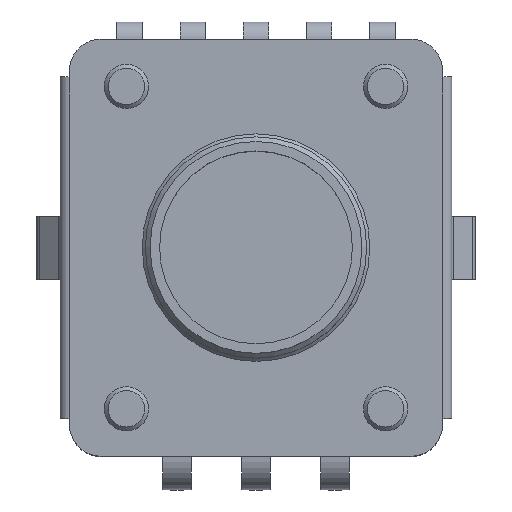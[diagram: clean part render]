
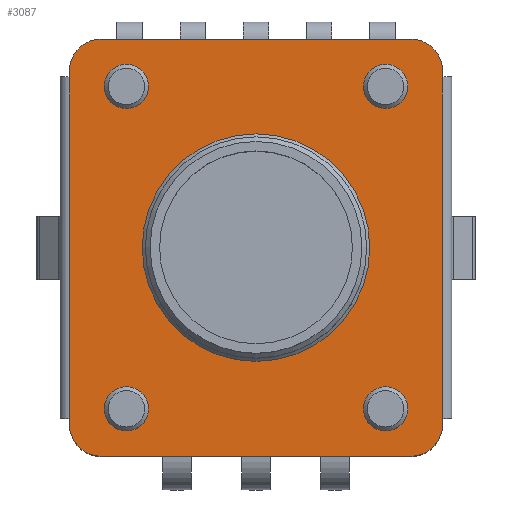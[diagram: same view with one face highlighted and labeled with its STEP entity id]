
A CAD part, top view. The second image highlights one B-rep face of the part: STEP entity #3087.
In plain terms, the highlighted planar face has unit normal (0, 0, 1).
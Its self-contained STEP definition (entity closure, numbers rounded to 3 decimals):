
#59=FACE_BOUND('',#398,.T.);
#60=FACE_BOUND('',#399,.T.);
#61=FACE_BOUND('',#400,.T.);
#62=FACE_BOUND('',#401,.T.);
#63=FACE_BOUND('',#402,.T.);
#80=PLANE('',#3336);
#216=FACE_OUTER_BOUND('',#397,.T.);
#397=EDGE_LOOP('',(#2175,#2176,#2177,#2178,#2179,#2180,#2181,#2182,#2183,
#2184,#2185,#2186));
#398=EDGE_LOOP('',(#2187));
#399=EDGE_LOOP('',(#2188));
#400=EDGE_LOOP('',(#2189));
#401=EDGE_LOOP('',(#2190));
#402=EDGE_LOOP('',(#2191));
#607=LINE('',#4606,#962);
#608=LINE('',#4610,#963);
#609=LINE('',#4612,#964);
#610=LINE('',#4614,#965);
#611=LINE('',#4618,#966);
#612=LINE('',#4622,#967);
#613=LINE('',#4624,#968);
#614=LINE('',#4625,#969);
#962=VECTOR('',#3669,10.);
#963=VECTOR('',#3672,10.);
#964=VECTOR('',#3673,10.);
#965=VECTOR('',#3674,10.);
#966=VECTOR('',#3677,10.);
#967=VECTOR('',#3680,10.);
#968=VECTOR('',#3681,10.);
#969=VECTOR('',#3682,10.);
#1296=CIRCLE('',#3320,0.7);
#1298=CIRCLE('',#3323,0.7);
#1300=CIRCLE('',#3326,0.7);
#1302=CIRCLE('',#3329,0.7);
#1303=CIRCLE('',#3332,3.6);
#1306=CIRCLE('',#3337,1.);
#1307=CIRCLE('',#3338,1.);
#1308=CIRCLE('',#3339,1.);
#1309=CIRCLE('',#3340,1.);
#1391=VERTEX_POINT('',#4537);
#1393=VERTEX_POINT('',#4543);
#1395=VERTEX_POINT('',#4549);
#1397=VERTEX_POINT('',#4555);
#1414=VERTEX_POINT('',#4592);
#1417=VERTEX_POINT('',#4602);
#1418=VERTEX_POINT('',#4603);
#1419=VERTEX_POINT('',#4605);
#1420=VERTEX_POINT('',#4607);
#1421=VERTEX_POINT('',#4609);
#1422=VERTEX_POINT('',#4611);
#1423=VERTEX_POINT('',#4613);
#1424=VERTEX_POINT('',#4615);
#1425=VERTEX_POINT('',#4617);
#1426=VERTEX_POINT('',#4619);
#1427=VERTEX_POINT('',#4621);
#1428=VERTEX_POINT('',#4623);
#1687=EDGE_CURVE('',#1391,#1391,#1296,.T.);
#1690=EDGE_CURVE('',#1393,#1393,#1298,.T.);
#1693=EDGE_CURVE('',#1395,#1395,#1300,.T.);
#1696=EDGE_CURVE('',#1397,#1397,#1302,.T.);
#1713=EDGE_CURVE('',#1414,#1414,#1303,.T.);
#1718=EDGE_CURVE('',#1417,#1418,#1306,.T.);
#1719=EDGE_CURVE('',#1418,#1419,#607,.T.);
#1720=EDGE_CURVE('',#1419,#1420,#1307,.T.);
#1721=EDGE_CURVE('',#1420,#1421,#608,.T.);
#1722=EDGE_CURVE('',#1421,#1422,#609,.T.);
#1723=EDGE_CURVE('',#1422,#1423,#610,.T.);
#1724=EDGE_CURVE('',#1423,#1424,#1308,.T.);
#1725=EDGE_CURVE('',#1424,#1425,#611,.T.);
#1726=EDGE_CURVE('',#1425,#1426,#1309,.T.);
#1727=EDGE_CURVE('',#1426,#1427,#612,.T.);
#1728=EDGE_CURVE('',#1427,#1428,#613,.T.);
#1729=EDGE_CURVE('',#1428,#1417,#614,.T.);
#2175=ORIENTED_EDGE('',*,*,#1718,.T.);
#2176=ORIENTED_EDGE('',*,*,#1719,.T.);
#2177=ORIENTED_EDGE('',*,*,#1720,.T.);
#2178=ORIENTED_EDGE('',*,*,#1721,.T.);
#2179=ORIENTED_EDGE('',*,*,#1722,.T.);
#2180=ORIENTED_EDGE('',*,*,#1723,.T.);
#2181=ORIENTED_EDGE('',*,*,#1724,.T.);
#2182=ORIENTED_EDGE('',*,*,#1725,.T.);
#2183=ORIENTED_EDGE('',*,*,#1726,.T.);
#2184=ORIENTED_EDGE('',*,*,#1727,.T.);
#2185=ORIENTED_EDGE('',*,*,#1728,.T.);
#2186=ORIENTED_EDGE('',*,*,#1729,.T.);
#2187=ORIENTED_EDGE('',*,*,#1687,.T.);
#2188=ORIENTED_EDGE('',*,*,#1690,.T.);
#2189=ORIENTED_EDGE('',*,*,#1693,.T.);
#2190=ORIENTED_EDGE('',*,*,#1696,.T.);
#2191=ORIENTED_EDGE('',*,*,#1713,.F.);
#3087=ADVANCED_FACE('',(#216,#59,#60,#61,#62,#63),#80,.T.);
#3320=AXIS2_PLACEMENT_3D('',#4539,#3612,#3613);
#3323=AXIS2_PLACEMENT_3D('',#4545,#3619,#3620);
#3326=AXIS2_PLACEMENT_3D('',#4551,#3626,#3627);
#3329=AXIS2_PLACEMENT_3D('',#4557,#3633,#3634);
#3332=AXIS2_PLACEMENT_3D('',#4593,#3655,#3656);
#3336=AXIS2_PLACEMENT_3D('',#4601,#3665,#3666);
#3337=AXIS2_PLACEMENT_3D('',#4604,#3667,#3668);
#3338=AXIS2_PLACEMENT_3D('',#4608,#3670,#3671);
#3339=AXIS2_PLACEMENT_3D('',#4616,#3675,#3676);
#3340=AXIS2_PLACEMENT_3D('',#4620,#3678,#3679);
#3612=DIRECTION('center_axis',(0.,0.,-1.));
#3613=DIRECTION('ref_axis',(-1.,0.,0.));
#3619=DIRECTION('center_axis',(0.,0.,-1.));
#3620=DIRECTION('ref_axis',(-1.,0.,0.));
#3626=DIRECTION('center_axis',(0.,0.,-1.));
#3627=DIRECTION('ref_axis',(-1.,0.,0.));
#3633=DIRECTION('center_axis',(0.,0.,-1.));
#3634=DIRECTION('ref_axis',(-1.,0.,0.));
#3655=DIRECTION('center_axis',(0.,0.,1.));
#3656=DIRECTION('ref_axis',(-1.,0.,0.));
#3665=DIRECTION('center_axis',(0.,0.,1.));
#3666=DIRECTION('ref_axis',(1.,0.,0.));
#3667=DIRECTION('center_axis',(0.,0.,1.));
#3668=DIRECTION('ref_axis',(-0.707,-0.707,0.));
#3669=DIRECTION('',(1.,0.,0.));
#3670=DIRECTION('center_axis',(0.,0.,1.));
#3671=DIRECTION('ref_axis',(0.707,-0.707,0.));
#3672=DIRECTION('',(0.,1.,0.));
#3673=DIRECTION('',(0.,1.,0.));
#3674=DIRECTION('',(0.,1.,0.));
#3675=DIRECTION('center_axis',(0.,0.,1.));
#3676=DIRECTION('ref_axis',(0.707,0.707,0.));
#3677=DIRECTION('',(-1.,0.,0.));
#3678=DIRECTION('center_axis',(0.,0.,1.));
#3679=DIRECTION('ref_axis',(-0.707,0.707,0.));
#3680=DIRECTION('',(0.,-1.,0.));
#3681=DIRECTION('',(0.,-1.,0.));
#3682=DIRECTION('',(0.,-1.,0.));
#4537=CARTESIAN_POINT('',(4.8,-5.1,7.));
#4539=CARTESIAN_POINT('Origin',(4.1,-5.1,7.));
#4543=CARTESIAN_POINT('',(-3.4,5.1,7.));
#4545=CARTESIAN_POINT('Origin',(-4.1,5.1,7.));
#4549=CARTESIAN_POINT('',(4.8,5.1,7.));
#4551=CARTESIAN_POINT('Origin',(4.1,5.1,7.));
#4555=CARTESIAN_POINT('',(-3.4,-5.1,7.));
#4557=CARTESIAN_POINT('Origin',(-4.1,-5.1,7.));
#4592=CARTESIAN_POINT('',(3.6,0.,7.));
#4593=CARTESIAN_POINT('Origin',(0.,0.,7.));
#4601=CARTESIAN_POINT('Origin',(0.,0.,7.));
#4602=CARTESIAN_POINT('',(-5.9,-5.6,7.));
#4603=CARTESIAN_POINT('',(-4.9,-6.6,7.));
#4604=CARTESIAN_POINT('Origin',(-4.9,-5.6,7.));
#4605=CARTESIAN_POINT('',(4.9,-6.6,7.));
#4606=CARTESIAN_POINT('',(-2.95,-6.6,7.));
#4607=CARTESIAN_POINT('',(5.9,-5.6,7.));
#4608=CARTESIAN_POINT('Origin',(4.9,-5.6,7.));
#4609=CARTESIAN_POINT('',(5.9,-5.4,7.));
#4610=CARTESIAN_POINT('',(5.9,-3.3,7.));
#4611=CARTESIAN_POINT('',(5.9,5.4,7.));
#4612=CARTESIAN_POINT('',(5.9,-3.3,7.));
#4613=CARTESIAN_POINT('',(5.9,5.6,7.));
#4614=CARTESIAN_POINT('',(5.9,-3.3,7.));
#4615=CARTESIAN_POINT('',(4.9,6.6,7.));
#4616=CARTESIAN_POINT('Origin',(4.9,5.6,7.));
#4617=CARTESIAN_POINT('',(-4.9,6.6,7.));
#4618=CARTESIAN_POINT('',(2.95,6.6,7.));
#4619=CARTESIAN_POINT('',(-5.9,5.6,7.));
#4620=CARTESIAN_POINT('Origin',(-4.9,5.6,7.));
#4621=CARTESIAN_POINT('',(-5.9,5.4,7.));
#4622=CARTESIAN_POINT('',(-5.9,3.3,7.));
#4623=CARTESIAN_POINT('',(-5.9,-5.4,7.));
#4624=CARTESIAN_POINT('',(-5.9,3.3,7.));
#4625=CARTESIAN_POINT('',(-5.9,3.3,7.));
